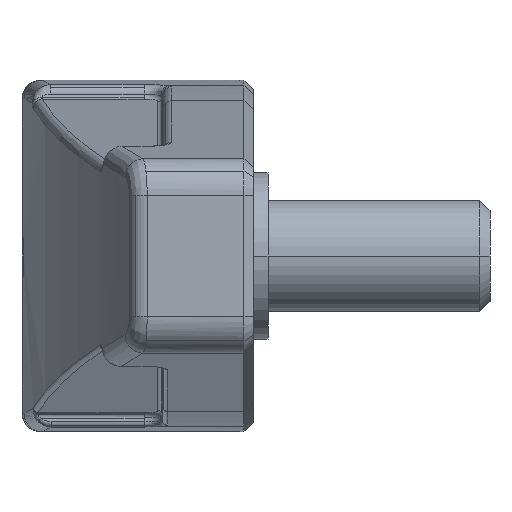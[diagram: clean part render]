
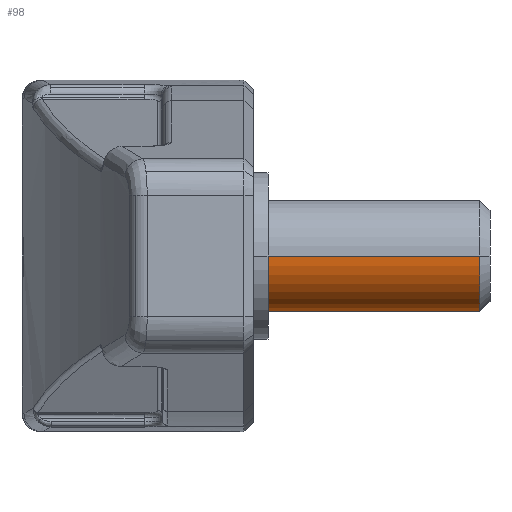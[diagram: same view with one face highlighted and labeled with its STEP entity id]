
A CAD part, left-side view. The second image highlights one B-rep face of the part: STEP entity #98.
In plain terms, the highlighted cylindrical face has radius 3 mm (diameter 6 mm), a partial arc.
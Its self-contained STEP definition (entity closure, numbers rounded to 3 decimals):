
#98=ADVANCED_FACE('',(#380),#381,.T.);
#380=FACE_OUTER_BOUND('',#842,.T.);
#381=CYLINDRICAL_SURFACE('',#843,3.0);
#842=EDGE_LOOP('',(#5579,#5580,#5581,#5582));
#843=AXIS2_PLACEMENT_3D('',#5583,#5584,#5585);
#5579=ORIENTED_EDGE('',*,*,#7087,.F.);
#5580=ORIENTED_EDGE('',*,*,#7088,.F.);
#5581=ORIENTED_EDGE('',*,*,#7089,.F.);
#5582=ORIENTED_EDGE('',*,*,#7090,.F.);
#5583=CARTESIAN_POINT('',(0.,0.,0.));
#5584=DIRECTION('',(-0.0,1.0,-0.0));
#5585=DIRECTION('',(-1.0,0.0,0.0));
#7087=EDGE_CURVE('',#7854,#7855,#7856,.T.);
#7088=EDGE_CURVE('',#7857,#7854,#7858,.T.);
#7089=EDGE_CURVE('',#7859,#7857,#7860,.T.);
#7090=EDGE_CURVE('',#7855,#7859,#7861,.T.);
#7854=VERTEX_POINT('',#9135);
#7855=VERTEX_POINT('',#9136);
#7856=LINE('',#9137,#9138);
#7857=VERTEX_POINT('',#9139);
#7858=CIRCLE('',#9140,3.0);
#7859=VERTEX_POINT('',#9141);
#7860=LINE('',#9142,#9143);
#7861=CIRCLE('',#9144,3.0);
#9135=CARTESIAN_POINT('',(-3.,0.,0.));
#9136=CARTESIAN_POINT('',(-3.,-11.459,0.));
#9137=CARTESIAN_POINT('',(-3.,0.,0.));
#9138=VECTOR('',#10690,1.0);
#9139=CARTESIAN_POINT('',(3.,0.,0.));
#9140=AXIS2_PLACEMENT_3D('',#10691,#10692,#10693);
#9141=CARTESIAN_POINT('',(3.,-11.459,0.));
#9142=CARTESIAN_POINT('',(3.,0.,0.));
#9143=VECTOR('',#10694,1.0);
#9144=AXIS2_PLACEMENT_3D('',#10695,#10696,#10697);
#10690=DIRECTION('',(0.0,-1.0,0.0));
#10691=CARTESIAN_POINT('',(0.,0.,0.));
#10692=DIRECTION('',(0.,1.0,0.0));
#10693=DIRECTION('',(-1.0,0.,0.0));
#10694=DIRECTION('',(-0.0,1.0,-0.0));
#10695=CARTESIAN_POINT('',(0.,-11.459,0.));
#10696=DIRECTION('',(0.,-1.0,0.0));
#10697=DIRECTION('',(-1.0,0.,0.0));
